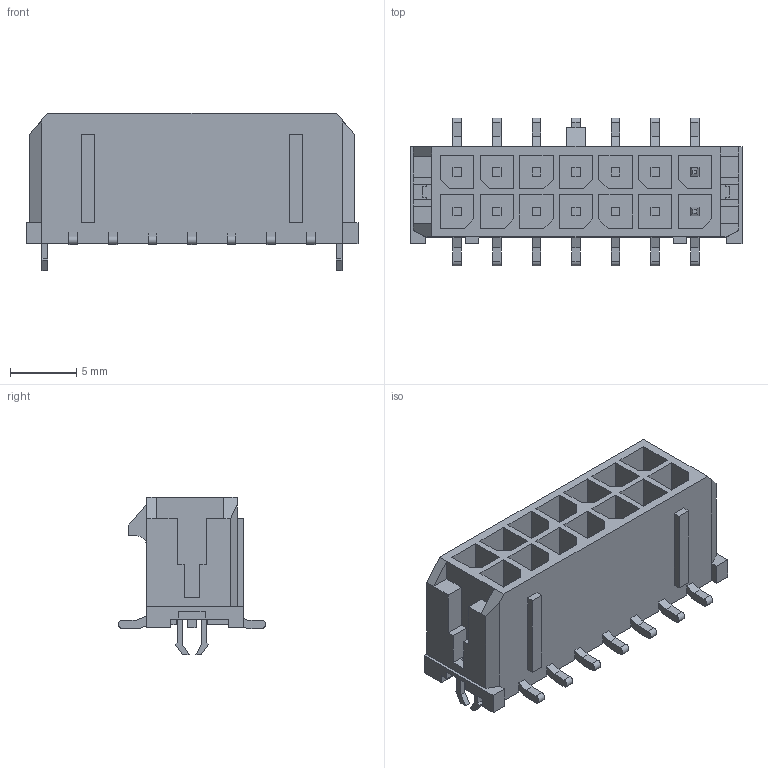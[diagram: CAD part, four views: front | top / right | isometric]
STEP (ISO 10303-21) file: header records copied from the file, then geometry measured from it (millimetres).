
FILE_DESCRIPTION((''),'2;1');
FILE_NAME('430451416','2020-04-17T',('gga'),(''),'PRO/ENGINEER BY PARAMETRIC TECHNOLOGY CORPORATION, 2016010','PRO/ENGINEER BY PARAMETRIC TECHNOLOGY CORPORATION, 2016010','');
FILE_SCHEMA(('CONFIG_CONTROL_DESIGN'));
Length unit declared in the file: millimetre
Products named in the file (1): 430451416
Bounding box: 25.15 x 11.2 x 11.96 mm (x, y, z)
Volume: 1011.9 mm3; surface area: 2250.7 mm2
Topology: 1 solids, 1 shells, 575 faces, 1525 edges, 989 vertices
Faces by surface type: plane 560, cylinder 15
Entity records: 17216 total; most frequent: CARTESIAN_POINT 3019, ORIENTED_EDGE 2912, DIRECTION 2711, VECTOR 1491, LINE 1491, EDGE_CURVE 1456, VERTEX_POINT 918, AXIS2_PLACEMENT_3D 610
